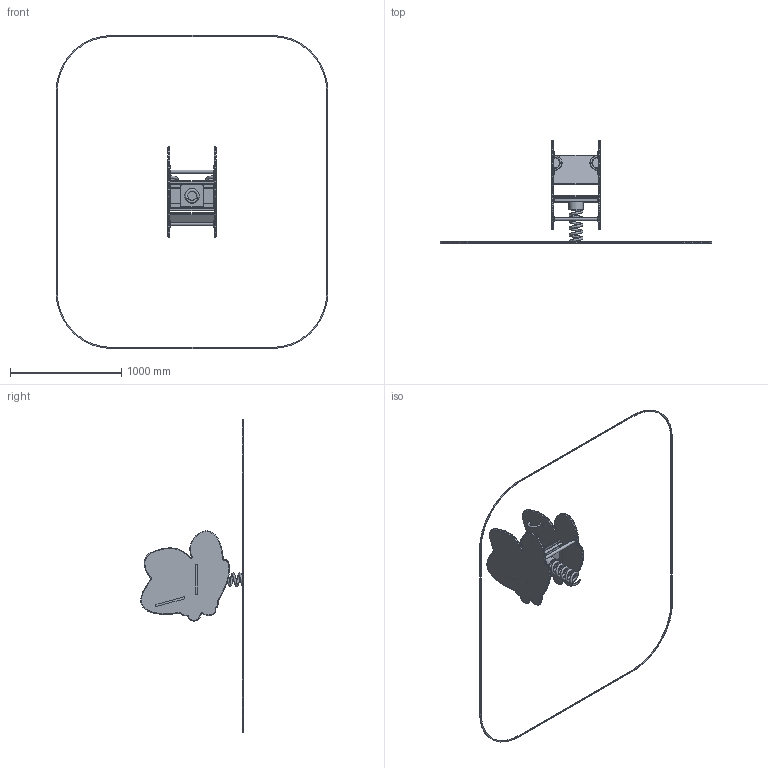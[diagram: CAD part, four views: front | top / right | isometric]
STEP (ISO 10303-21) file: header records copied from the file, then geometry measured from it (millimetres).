
FILE_DESCRIPTION(('STEP AP214'), '1');
FILE_NAME('Êà÷àëêà íà ïðóæèíå ÊÁ-02.1 ñ ÔÊ', '', ('UNSPECIFIED'), ('UNSPECIFIED'), 'C3D Converter', 'C3D Toolkit', '');
FILE_SCHEMA(('AUTOMOTIVE_DESIGN { 1 0 10303 214 3 1 1}'));
Length unit declared in the file: millimetre
Products named in the file (29): КБ-02.1-00.00.00; ФК-01.00; ФК-03.01; ФК-01.01; ФК-02.01; КБ-02.1-00.00.01; КБ-02.1-00.00.02; КБ-02.1-02.00.00; СИС-65.01; ПС-01К.01.01; КБ-02.1-00.00.03; КБ-02.1-00.00.04; КБ-02.1-03.00.00; КБ-02.01.00.01; П500-00.00; НФ-00002668; П500-00.02; КБ-02-01.00.03; КБ-02-01.00.02; КБ-02-01.00.04; КБ-02.1-01.00.00; СИС-11.01; КБ-02.1-01.00.01
Assembly tree (44 placements, depth 5):
  КБ-02.1-00.00.00
    ФК-01.00
      ФК-03.01
      ФК-03.01  x3
      ФК-01.01
      ФК-01.01  x7
      ФК-02.01  x4
      (unnamed)
    КБ-02.1-00.00.00
      КБ-02.1-00.00.01
      КБ-02.1-00.00.02
      КБ-02.1-02.00.00  x2
        СИС-65.01
        ПС-01К.01.01
      КБ-02.1-00.00.03
      КБ-02.1-00.00.04
      КБ-02.1-03.00.00
        КБ-02.01.00.01
        П500-00.00
          НФ-00002668
          П500-00.02
          П500-00.02
        КБ-02-01.00.03
        КБ-02-01.00.03
        КБ-02-01.00.02
        КБ-02-01.00.04  x2
      КБ-02.1-01.00.00  x2
        СИС-11.01
        КБ-02.1-01.00.01
Bounding box: 2436 x 920.3 x 2808.6 mm (x, y, z)
Volume: 22921269.3 mm3; surface area: 3452390.3 mm2
Topology: 24 solids, 24 shells, 339 faces, 742 edges, 457 vertices
Faces by surface type: plane 161, cylinder 80, torus 52, bspline 26, extrusion 12, cone 8
Full cylindrical faces by diameter (mm): 21.4 x2, 27 x2, 125 x1, 133 x1
Entity records: 27200 total; most frequent: CARTESIAN_POINT 17953, DIRECTION 1406, ORIENTED_EDGE 1164, EDGE_CURVE 582, AXIS2_PLACEMENT_3D 556, VERTEX_POINT 347, VECTOR 294, EDGE_LOOP 287
